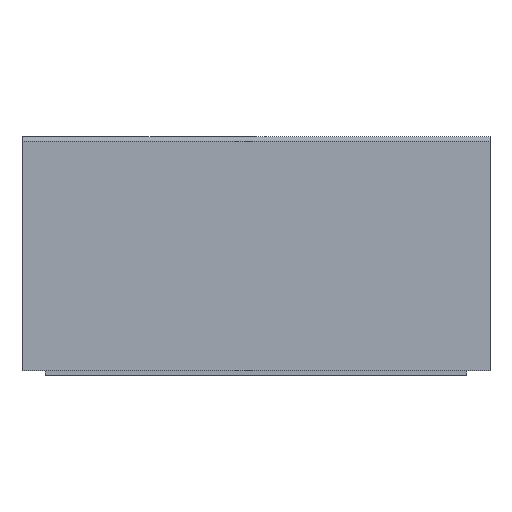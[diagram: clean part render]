
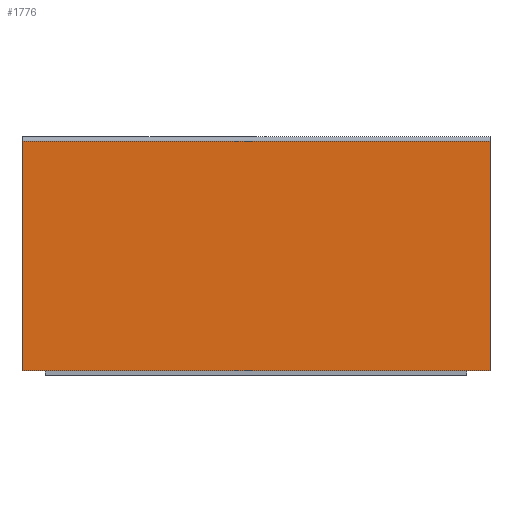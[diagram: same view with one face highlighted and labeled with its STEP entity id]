
A CAD part, left-side view. The second image highlights one B-rep face of the part: STEP entity #1776.
In plain terms, the highlighted planar face has unit normal (-1, 0, 0).
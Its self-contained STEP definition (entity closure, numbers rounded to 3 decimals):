
#11=DIRECTION('',(0.,1.,0.));
#12=VECTOR('',#11,9.8);
#13=CARTESIAN_POINT('',(643.79,223.419,-20.));
#14=LINE('',#13,#12);
#552=DIRECTION('',(0.,0.,-1.));
#553=VECTOR('',#552,20.);
#554=CARTESIAN_POINT('',(643.79,223.419,0.));
#555=LINE('',#554,#553);
#560=DIRECTION('',(0.,1.,0.));
#561=VECTOR('',#560,9.8);
#562=CARTESIAN_POINT('',(643.79,223.419,0.));
#563=LINE('',#562,#561);
#568=DIRECTION('',(0.,0.,1.));
#569=VECTOR('',#568,20.);
#570=CARTESIAN_POINT('',(643.79,233.219,-20.));
#571=LINE('',#570,#569);
#806=CARTESIAN_POINT('',(643.79,223.419,-20.));
#807=VERTEX_POINT('',#806);
#808=CARTESIAN_POINT('',(643.79,233.219,-20.));
#809=VERTEX_POINT('',#808);
#914=CARTESIAN_POINT('',(643.79,223.419,0.));
#915=VERTEX_POINT('',#914);
#916=CARTESIAN_POINT('',(643.79,233.219,0.));
#917=VERTEX_POINT('',#916);
#1763=CARTESIAN_POINT('',(643.79,223.419,0.));
#1764=DIRECTION('',(-1.,0.,0.));
#1765=DIRECTION('',(0.,1.,0.));
#1766=AXIS2_PLACEMENT_3D('',#1763,#1764,#1765);
#1767=PLANE('',#1766);
#1769=ORIENTED_EDGE('',*,*,#1768,.T.);
#1771=ORIENTED_EDGE('',*,*,#1770,.F.);
#1772=ORIENTED_EDGE('',*,*,#1754,.T.);
#1773=ORIENTED_EDGE('',*,*,#927,.T.);
#1774=EDGE_LOOP('',(#1769,#1771,#1772,#1773));
#1775=FACE_OUTER_BOUND('',#1774,.F.);
#1776=ADVANCED_FACE('',(#1775),#1767,.T.);
#927=EDGE_CURVE('',#807,#809,#14,.T.);
#1754=EDGE_CURVE('',#915,#807,#555,.T.);
#1768=EDGE_CURVE('',#809,#917,#571,.T.);
#1770=EDGE_CURVE('',#915,#917,#563,.T.);
